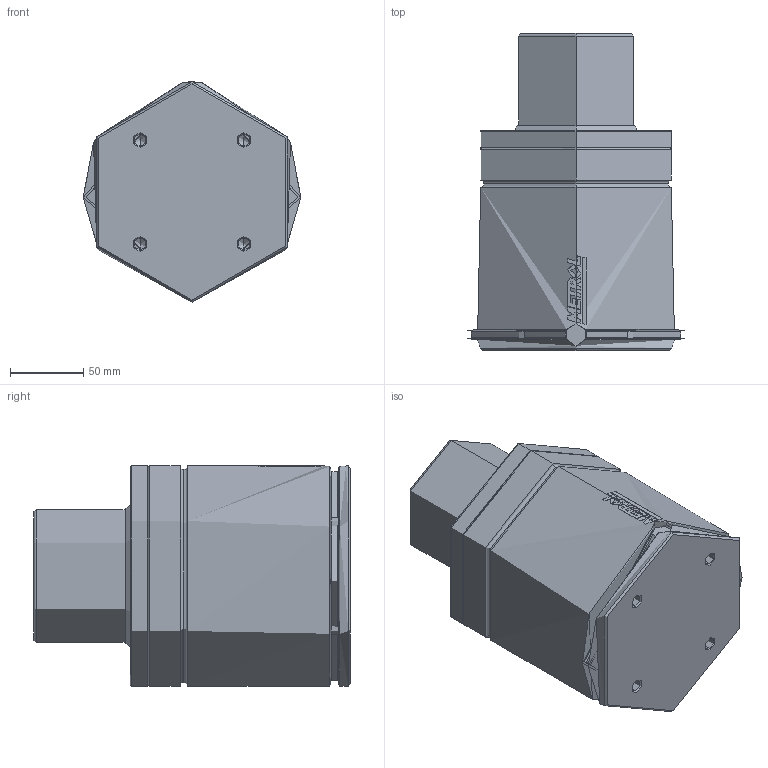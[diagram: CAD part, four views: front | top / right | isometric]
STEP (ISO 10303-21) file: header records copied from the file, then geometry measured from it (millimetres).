
FILE_DESCRIPTION (( 'STEP AP214' ), '1' );
FILE_NAME ('HS-EX9500-063.STEP', '2019-07-12T13:22:48', ( 'Metrol Springs' ), ( 'Hewlett-Packard Company' ), 'SwSTEP 2.0', 'SolidWorks 2017', '' );
FILE_SCHEMA (( 'AUTOMOTIVE_DESIGN' ));
Length unit declared in the file: millimetre
Products named in the file (3): HS-EX9500-063; HS-EX9500 BODY_HS-EX9500-063 BODY; HS-EX9500 PISTON_HS-EX9500-063 PISTON
Assembly tree (2 placements, depth 2):
  HS-EX9500-063
    HS-EX9500 BODY_HS-EX9500-063 BODY
    HS-EX9500 PISTON_HS-EX9500-063 PISTON
Bounding box: 148.34 x 216 x 150.02 mm (x, y, z)
Volume: 2426469.6 mm3; surface area: 205437.2 mm2
Topology: 7 solids, 7 shells, 164 faces, 405 edges, 253 vertices
Faces by surface type: cylinder 55, bspline 40, plane 31, cone 24, torus 14
Entity records: 6812 total; most frequent: CARTESIAN_POINT 3141, ORIENTED_EDGE 790, DIRECTION 602, EDGE_CURVE 395, VERTEX_POINT 253, AXIS2_PLACEMENT_3D 223, EDGE_LOOP 176, FACE_OUTER_BOUND 164
